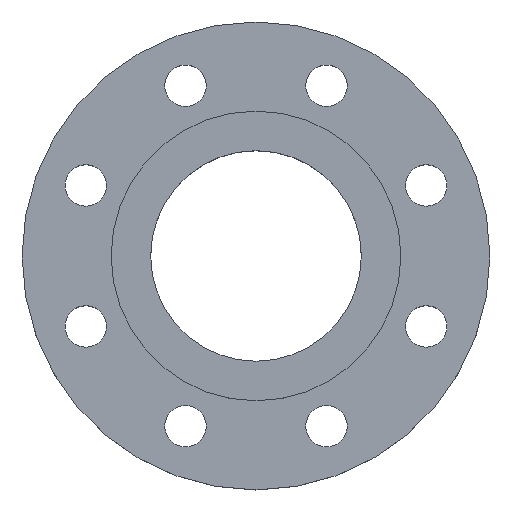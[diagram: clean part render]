
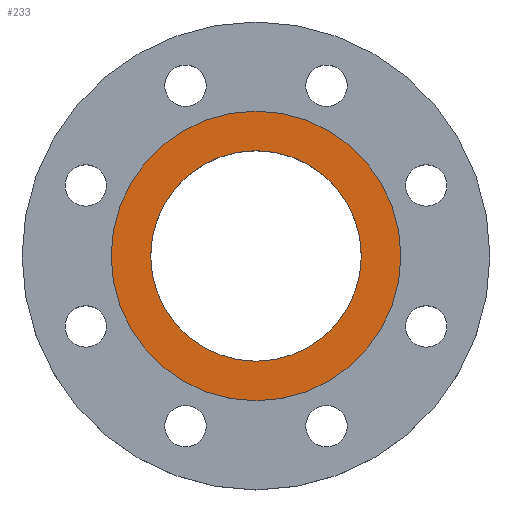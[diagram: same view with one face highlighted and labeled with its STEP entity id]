
A CAD part, top view. The second image highlights one B-rep face of the part: STEP entity #233.
In plain terms, the highlighted planar face has unit normal (0, 0, 1).
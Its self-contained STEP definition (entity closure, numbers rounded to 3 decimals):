
#8 = DIRECTION ( 'NONE',  ( 0., 0., 1. ) ) ;
#18 = CARTESIAN_POINT ( 'NONE',  ( -57.15, 0., 30. ) ) ;
#83 = AXIS2_PLACEMENT_3D ( 'NONE', #865, #706, #293 ) ;
#112 = CARTESIAN_POINT ( 'NONE',  ( 57.15, 0., 30. ) ) ;
#114 = CIRCLE ( 'NONE', #889, 78.6 ) ;
#128 = EDGE_LOOP ( 'NONE', ( #730, #450 ) ) ;
#138 = CARTESIAN_POINT ( 'NONE',  ( -78.6, 0., 30. ) ) ;
#206 = ORIENTED_EDGE ( 'NONE', *, *, #342, .T. ) ;
#233 = ADVANCED_FACE ( 'NONE', ( #659, #984 ), #416, .T. ) ;
#239 = EDGE_LOOP ( 'NONE', ( #206, #787 ) ) ;
#293 = DIRECTION ( 'NONE',  ( 1., 0., 0. ) ) ;
#299 = DIRECTION ( 'NONE',  ( 0., 0., 1. ) ) ;
#342 = EDGE_CURVE ( 'NONE', #601, #362, #570, .T. ) ;
#346 = DIRECTION ( 'NONE',  ( 1., 0., 0. ) ) ;
#362 = VERTEX_POINT ( 'NONE', #138 ) ;
#368 = EDGE_CURVE ( 'NONE', #578, #811, #855, .T. ) ;
#415 = AXIS2_PLACEMENT_3D ( 'NONE', #1025, #299, #1044 ) ;
#416 = PLANE ( 'NONE',  #775 ) ;
#428 = AXIS2_PLACEMENT_3D ( 'NONE', #684, #927, #346 ) ;
#450 = ORIENTED_EDGE ( 'NONE', *, *, #368, .F. ) ;
#492 = EDGE_CURVE ( 'NONE', #362, #601, #114, .T. ) ;
#497 = CARTESIAN_POINT ( 'NONE',  ( 0., 0., 30. ) ) ;
#499 = CARTESIAN_POINT ( 'NONE',  ( 0., 0., 30. ) ) ;
#570 = CIRCLE ( 'NONE', #83, 78.6 ) ;
#578 = VERTEX_POINT ( 'NONE', #18 ) ;
#601 = VERTEX_POINT ( 'NONE', #966 ) ;
#616 = CIRCLE ( 'NONE', #428, 57.15 ) ;
#659 = FACE_BOUND ( 'NONE', #128, .T. ) ;
#662 = DIRECTION ( 'NONE',  ( 1., 0., 0. ) ) ;
#684 = CARTESIAN_POINT ( 'NONE',  ( 0., 0., 30. ) ) ;
#706 = DIRECTION ( 'NONE',  ( 0., 0., 1. ) ) ;
#730 = ORIENTED_EDGE ( 'NONE', *, *, #894, .F. ) ;
#741 = DIRECTION ( 'NONE',  ( 0., 0., 1. ) ) ;
#775 = AXIS2_PLACEMENT_3D ( 'NONE', #497, #741, #821 ) ;
#787 = ORIENTED_EDGE ( 'NONE', *, *, #492, .T. ) ;
#811 = VERTEX_POINT ( 'NONE', #112 ) ;
#821 = DIRECTION ( 'NONE',  ( 1., 0., 0. ) ) ;
#855 = CIRCLE ( 'NONE', #415, 57.15 ) ;
#865 = CARTESIAN_POINT ( 'NONE',  ( 0., 0., 30. ) ) ;
#889 = AXIS2_PLACEMENT_3D ( 'NONE', #499, #8, #662 ) ;
#894 = EDGE_CURVE ( 'NONE', #811, #578, #616, .T. ) ;
#927 = DIRECTION ( 'NONE',  ( 0., 0., 1. ) ) ;
#966 = CARTESIAN_POINT ( 'NONE',  ( 78.6, 0., 30. ) ) ;
#984 = FACE_OUTER_BOUND ( 'NONE', #239, .T. ) ;
#1025 = CARTESIAN_POINT ( 'NONE',  ( 0., 0., 30. ) ) ;
#1044 = DIRECTION ( 'NONE',  ( 1., 0., 0. ) ) ;
